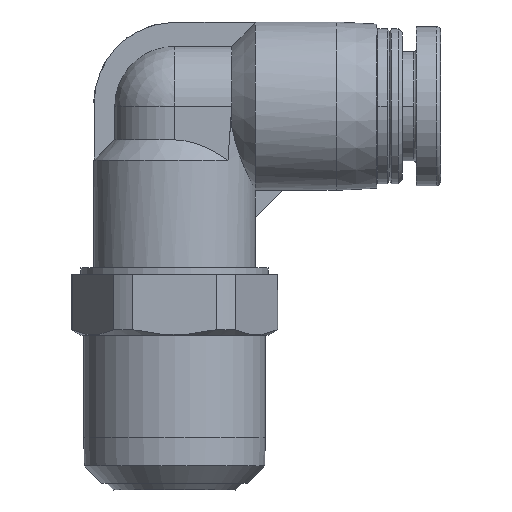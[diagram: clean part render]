
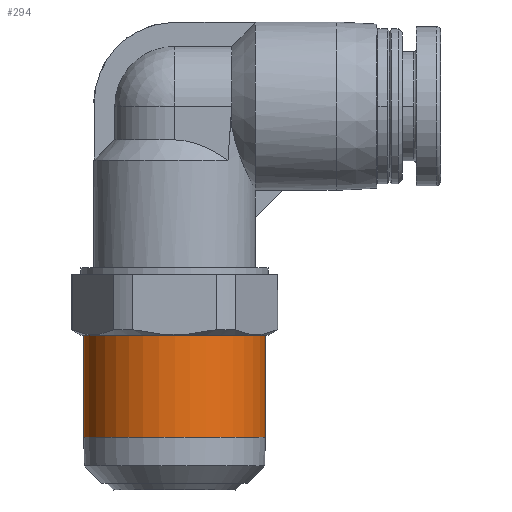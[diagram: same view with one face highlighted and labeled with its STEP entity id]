
A CAD part, front view. The second image highlights one B-rep face of the part: STEP entity #294.
In plain terms, the highlighted cylindrical face has radius 6.75 mm (diameter 13.5 mm), a partial arc.
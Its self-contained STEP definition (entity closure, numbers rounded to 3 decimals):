
#90=CYLINDRICAL_SURFACE('',#1771,6.75);
#143=VECTOR('',#1837,7.578);
#144=VECTOR('',#1837,7.578);
#213=LINE('',#1403,#143);
#214=LINE('',#1402,#144);
#294=ADVANCED_FACE('JKL1''4-N2_U_',(#386),#90,.T.);
#386=FACE_OUTER_BOUND('',#1280,.T.);
#643=ORIENTED_EDGE('',*,*,#860,.T.);
#644=ORIENTED_EDGE('',*,*,#949,.T.);
#645=ORIENTED_EDGE('',*,*,#950,.F.);
#646=ORIENTED_EDGE('',*,*,#947,.F.);
#860=EDGE_CURVE('98',#1136,#1135,#1032,.T.);
#947=EDGE_CURVE('161',#1136,#1197,#213,.T.);
#949=EDGE_CURVE('95',#1135,#1198,#214,.T.);
#950=EDGE_CURVE('96',#1197,#1198,#1074,.T.);
#1032=CIRCLE('',#1688,6.75);
#1074=CIRCLE('',#1772,6.75);
#1135=VERTEX_POINT('88',#1402);
#1136=VERTEX_POINT('29',#1403);
#1197=VERTEX_POINT('30',#1609);
#1198=VERTEX_POINT('87',#1610);
#1280=EDGE_LOOP('',(#643,#644,#645,#646));
#1401=CARTESIAN_POINT('',(0.,0.,11.5));
#1402=CARTESIAN_POINT('',(-6.75,0.,11.5));
#1403=CARTESIAN_POINT('',(6.75,0.,11.5));
#1609=CARTESIAN_POINT('',(6.75,0.,3.922));
#1610=CARTESIAN_POINT('',(-6.75,0.,3.922));
#1611=CARTESIAN_POINT('',(0.,0.,3.922));
#1688=AXIS2_PLACEMENT_3D('',#1401,#1837,#1834);
#1771=AXIS2_PLACEMENT_3D('',#1401,#1837,#1879);
#1772=AXIS2_PLACEMENT_3D('',#1611,#1837,#1834);
#1834=DIRECTION('',(1.,0.,0.));
#1837=DIRECTION('',(0.,0.,-1.));
#1879=DIRECTION('',(0.997,0.082,0.));
